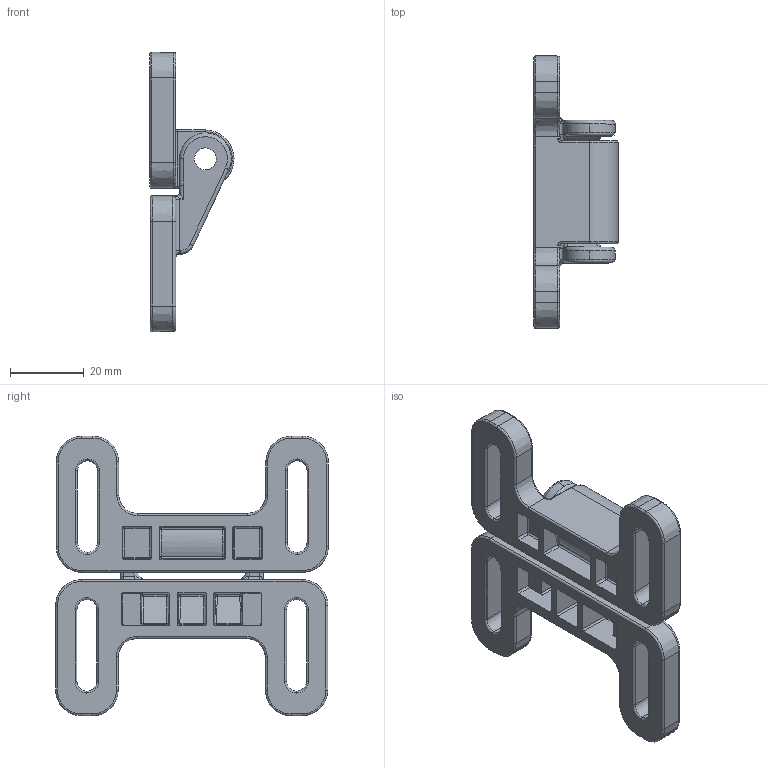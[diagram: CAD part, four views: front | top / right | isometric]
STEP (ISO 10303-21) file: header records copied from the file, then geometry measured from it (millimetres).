
FILE_DESCRIPTION(('STEP AP214'),'1');
FILE_NAME('fath_09304701.stp','2017-04-26T08:49:46',('TraceParts'),('TraceParts S.A.'),'Spatial InterOp 3D',' ',' ');
FILE_SCHEMA(('automotive_design'));
Length unit declared in the file: millimetre
Products named in the file (2): fath_09304701_1; fath_09304701_2
Bounding box: 22.87 x 74.13 x 75.99 mm (x, y, z)
Volume: 26913.2 mm3; surface area: 16267.7 mm2
Topology: 2 solids, 2 shells, 468 faces, 1087 edges, 595 vertices
Faces by surface type: cylinder 174, torus 106, plane 76, bspline 44, sphere 36, cone 32
Entity records: 18031 total; most frequent: CARTESIAN_POINT 4054, DIRECTION 2279, ORIENTED_EDGE 2102, EDGE_CURVE 1051, AXIS2_PLACEMENT_3D 944, VERTEX_POINT 595, CIRCLE 518, EDGE_LOOP 490
